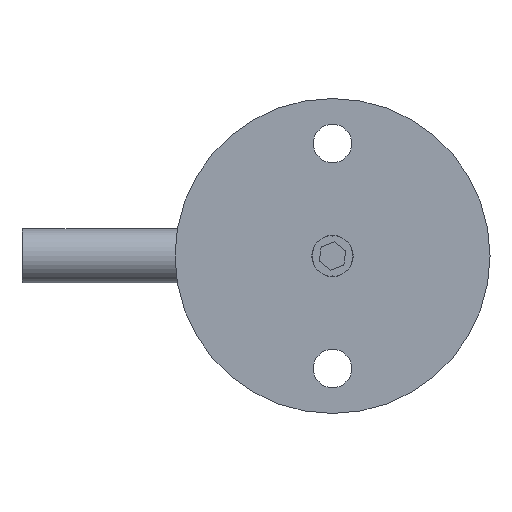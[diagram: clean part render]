
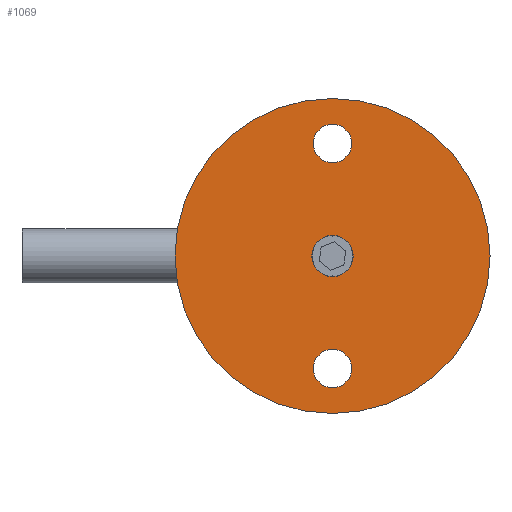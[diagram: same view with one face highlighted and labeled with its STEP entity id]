
A CAD part, left-side view. The second image highlights one B-rep face of the part: STEP entity #1069.
In plain terms, the highlighted planar face has unit normal (-1, 0, 0).
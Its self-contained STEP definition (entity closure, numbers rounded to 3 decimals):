
#11 = CARTESIAN_POINT ( 'NONE',  ( 0., 0., 0. ) ) ;
#13 = DIRECTION ( 'NONE',  ( 1., 0., 0. ) ) ;
#54 = CARTESIAN_POINT ( 'NONE',  ( 0., 0., 35. ) ) ;
#57 = EDGE_CURVE ( 'NONE', #532, #1061, #735, .T. ) ;
#65 = EDGE_CURVE ( 'NONE', #961, #766, #425, .T. ) ;
#98 = FACE_BOUND ( 'NONE', #544, .T. ) ;
#101 = DIRECTION ( 'NONE',  ( 0., 0., -1. ) ) ;
#108 = ORIENTED_EDGE ( 'NONE', *, *, #903, .T. ) ;
#125 = VERTEX_POINT ( 'NONE', #852 ) ;
#129 = EDGE_CURVE ( 'NONE', #1017, #1139, #337, .T. ) ;
#148 = DIRECTION ( 'NONE',  ( 0., 0., -1. ) ) ;
#160 = DIRECTION ( 'NONE',  ( 0., 0., -1. ) ) ;
#171 = FACE_OUTER_BOUND ( 'NONE', #717, .T. ) ;
#199 = AXIS2_PLACEMENT_3D ( 'NONE', #863, #412, #607 ) ;
#216 = EDGE_LOOP ( 'NONE', ( #406, #108 ) ) ;
#230 = DIRECTION ( 'NONE',  ( -1., 0., 0. ) ) ;
#231 = ORIENTED_EDGE ( 'NONE', *, *, #410, .F. ) ;
#249 = ORIENTED_EDGE ( 'NONE', *, *, #501, .F. ) ;
#316 = AXIS2_PLACEMENT_3D ( 'NONE', #326, #969, #148 ) ;
#326 = CARTESIAN_POINT ( 'NONE',  ( 0., 0., 0. ) ) ;
#327 = CARTESIAN_POINT ( 'NONE',  ( 0., 0., 25. ) ) ;
#337 = CIRCLE ( 'NONE', #789, 4.59 ) ;
#350 = AXIS2_PLACEMENT_3D ( 'NONE', #541, #13, #382 ) ;
#360 = DIRECTION ( 'NONE',  ( 0., 0., 1. ) ) ;
#363 = DIRECTION ( 'NONE',  ( 1., 0., 0. ) ) ;
#375 = EDGE_CURVE ( 'NONE', #766, #961, #934, .T. ) ;
#382 = DIRECTION ( 'NONE',  ( 0., 0., -1. ) ) ;
#389 = CIRCLE ( 'NONE', #693, 4.59 ) ;
#394 = ORIENTED_EDGE ( 'NONE', *, *, #878, .F. ) ;
#401 = ORIENTED_EDGE ( 'NONE', *, *, #129, .F. ) ;
#406 = ORIENTED_EDGE ( 'NONE', *, *, #57, .T. ) ;
#410 = EDGE_CURVE ( 'NONE', #655, #125, #818, .T. ) ;
#411 = DIRECTION ( 'NONE',  ( 1., 0., 0. ) ) ;
#412 = DIRECTION ( 'NONE',  ( 1., 0., 0. ) ) ;
#425 = CIRCLE ( 'NONE', #1102, 4.25 ) ;
#501 = EDGE_CURVE ( 'NONE', #125, #655, #1063, .T. ) ;
#532 = VERTEX_POINT ( 'NONE', #1068 ) ;
#537 = CARTESIAN_POINT ( 'NONE',  ( 0., 0., -20.75 ) ) ;
#541 = CARTESIAN_POINT ( 'NONE',  ( 0., 0., -25. ) ) ;
#544 = EDGE_LOOP ( 'NONE', ( #780, #648 ) ) ;
#607 = DIRECTION ( 'NONE',  ( 0., 0., -1. ) ) ;
#648 = ORIENTED_EDGE ( 'NONE', *, *, #65, .T. ) ;
#655 = VERTEX_POINT ( 'NONE', #54 ) ;
#657 = CARTESIAN_POINT ( 'NONE',  ( 0., 0., -4.59 ) ) ;
#691 = DIRECTION ( 'NONE',  ( 0., 0., -1. ) ) ;
#693 = AXIS2_PLACEMENT_3D ( 'NONE', #706, #986, #360 ) ;
#706 = CARTESIAN_POINT ( 'NONE',  ( 0., 0., 0. ) ) ;
#717 = EDGE_LOOP ( 'NONE', ( #231, #249 ) ) ;
#726 = DIRECTION ( 'NONE',  ( 0., 0., -1. ) ) ;
#735 = CIRCLE ( 'NONE', #199, 4.25 ) ;
#766 = VERTEX_POINT ( 'NONE', #802 ) ;
#780 = ORIENTED_EDGE ( 'NONE', *, *, #375, .T. ) ;
#789 = AXIS2_PLACEMENT_3D ( 'NONE', #1034, #230, #1143 ) ;
#799 = AXIS2_PLACEMENT_3D ( 'NONE', #11, #363, #726 ) ;
#802 = CARTESIAN_POINT ( 'NONE',  ( 0., 0., 20.75 ) ) ;
#811 = CARTESIAN_POINT ( 'NONE',  ( 0., 0., 29.25 ) ) ;
#818 = CIRCLE ( 'NONE', #316, 35. ) ;
#838 = CARTESIAN_POINT ( 'NONE',  ( 0., 0., 4.59 ) ) ;
#852 = CARTESIAN_POINT ( 'NONE',  ( 0., 0., -35. ) ) ;
#856 = CIRCLE ( 'NONE', #350, 4.25 ) ;
#863 = CARTESIAN_POINT ( 'NONE',  ( 0., 0., -25. ) ) ;
#878 = EDGE_CURVE ( 'NONE', #1139, #1017, #389, .T. ) ;
#895 = FACE_BOUND ( 'NONE', #216, .T. ) ;
#900 = DIRECTION ( 'NONE',  ( 1., 0., 0. ) ) ;
#903 = EDGE_CURVE ( 'NONE', #1061, #532, #856, .T. ) ;
#934 = CIRCLE ( 'NONE', #1051, 4.25 ) ;
#949 = AXIS2_PLACEMENT_3D ( 'NONE', #1147, #900, #101 ) ;
#961 = VERTEX_POINT ( 'NONE', #811 ) ;
#963 = CARTESIAN_POINT ( 'NONE',  ( 0., 0., 25. ) ) ;
#969 = DIRECTION ( 'NONE',  ( 1., 0., 0. ) ) ;
#986 = DIRECTION ( 'NONE',  ( -1., 0., 0. ) ) ;
#1017 = VERTEX_POINT ( 'NONE', #657 ) ;
#1034 = CARTESIAN_POINT ( 'NONE',  ( 0., 0., 0. ) ) ;
#1051 = AXIS2_PLACEMENT_3D ( 'NONE', #963, #411, #160 ) ;
#1061 = VERTEX_POINT ( 'NONE', #537 ) ;
#1063 = CIRCLE ( 'NONE', #949, 35. ) ;
#1068 = CARTESIAN_POINT ( 'NONE',  ( 0., 0., -29.25 ) ) ;
#1069 = ADVANCED_FACE ( 'NONE', ( #1088, #895, #98, #171 ), #1075, .F. ) ;
#1075 = PLANE ( 'NONE',  #799 ) ;
#1088 = FACE_BOUND ( 'NONE', #1103, .T. ) ;
#1102 = AXIS2_PLACEMENT_3D ( 'NONE', #327, #1138, #691 ) ;
#1103 = EDGE_LOOP ( 'NONE', ( #394, #401 ) ) ;
#1138 = DIRECTION ( 'NONE',  ( 1., 0., 0. ) ) ;
#1139 = VERTEX_POINT ( 'NONE', #838 ) ;
#1143 = DIRECTION ( 'NONE',  ( 0., 0., 1. ) ) ;
#1147 = CARTESIAN_POINT ( 'NONE',  ( 0., 0., 0. ) ) ;
